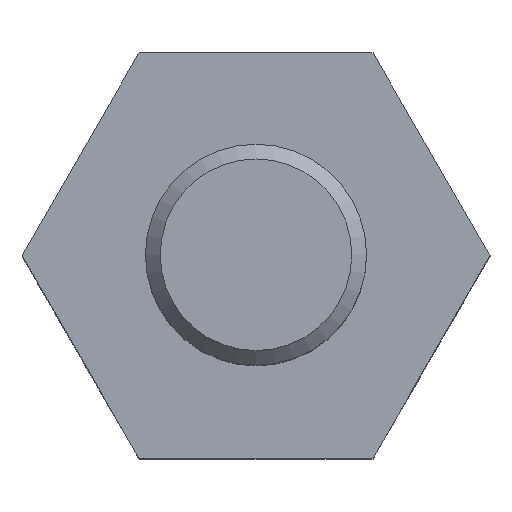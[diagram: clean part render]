
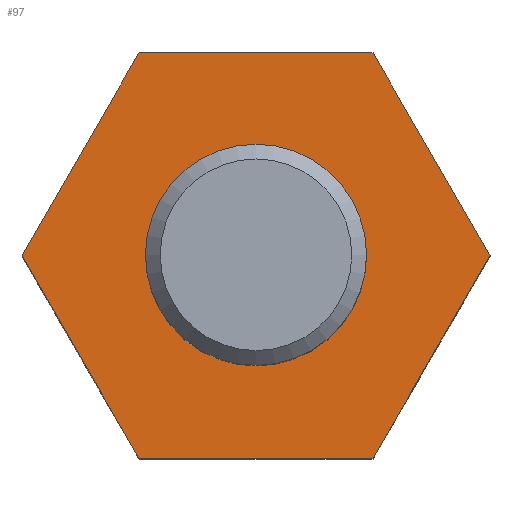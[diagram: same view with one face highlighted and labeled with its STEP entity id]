
A CAD part, top view. The second image highlights one B-rep face of the part: STEP entity #97.
In plain terms, the highlighted planar face has unit normal (0, 0, 1).
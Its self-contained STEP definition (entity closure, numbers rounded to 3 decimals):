
#97 = ADVANCED_FACE( '', ( #199, #200 ), #201, .T. );
#199 = FACE_BOUND( '', #293, .T. );
#200 = FACE_OUTER_BOUND( '', #294, .T. );
#201 = PLANE( '', #295 );
#293 = EDGE_LOOP( '', ( #470 ) );
#294 = EDGE_LOOP( '', ( #471, #472, #473, #474, #475, #476 ) );
#295 = AXIS2_PLACEMENT_3D( '', #477, #478, #479 );
#470 = ORIENTED_EDGE( '', *, *, #542, .T. );
#471 = ORIENTED_EDGE( '', *, *, #500, .T. );
#472 = ORIENTED_EDGE( '', *, *, #495, .T. );
#473 = ORIENTED_EDGE( '', *, *, #539, .T. );
#474 = ORIENTED_EDGE( '', *, *, #483, .T. );
#475 = ORIENTED_EDGE( '', *, *, #527, .T. );
#476 = ORIENTED_EDGE( '', *, *, #489, .T. );
#477 = CARTESIAN_POINT( '', ( 0., 0., 7. ) );
#478 = DIRECTION( '', ( 0., 0., 1. ) );
#479 = DIRECTION( '', ( 1., 0., 0. ) );
#483 = EDGE_CURVE( '', #553, #551, #554, .T. );
#489 = EDGE_CURVE( '', #564, #562, #565, .T. );
#495 = EDGE_CURVE( '', #575, #573, #576, .T. );
#500 = EDGE_CURVE( '', #562, #575, #583, .T. );
#527 = EDGE_CURVE( '', #551, #564, #618, .T. );
#539 = EDGE_CURVE( '', #573, #553, #634, .T. );
#542 = EDGE_CURVE( '', #637, #637, #638, .F. );
#551 = VERTEX_POINT( '', #653 );
#553 = VERTEX_POINT( '', #656 );
#554 = LINE( '', #657, #658 );
#562 = VERTEX_POINT( '', #681 );
#564 = VERTEX_POINT( '', #684 );
#565 = LINE( '', #685, #686 );
#573 = VERTEX_POINT( '', #707 );
#575 = VERTEX_POINT( '', #710 );
#576 = LINE( '', #711, #712 );
#583 = LINE( '', #732, #733 );
#618 = LINE( '', #794, #795 );
#634 = LINE( '', #816, #817 );
#637 = VERTEX_POINT( '', #820 );
#638 = CIRCLE( '', #821, 1.267 );
#653 = CARTESIAN_POINT( '', ( 1.588, -2.75, 7. ) );
#656 = CARTESIAN_POINT( '', ( -1.588, -2.75, 7. ) );
#657 = CARTESIAN_POINT( '', ( -1.588, -2.75, 7. ) );
#658 = VECTOR( '', #826, 1000. );
#681 = CARTESIAN_POINT( '', ( 1.588, 2.75, 7. ) );
#684 = CARTESIAN_POINT( '', ( 3.175, 0., 7. ) );
#685 = CARTESIAN_POINT( '', ( 3.175, 0., 7. ) );
#686 = VECTOR( '', #829, 1000. );
#707 = CARTESIAN_POINT( '', ( -3.175, 0., 7. ) );
#710 = CARTESIAN_POINT( '', ( -1.588, 2.75, 7. ) );
#711 = CARTESIAN_POINT( '', ( -1.588, 2.75, 7. ) );
#712 = VECTOR( '', #832, 1000. );
#732 = CARTESIAN_POINT( '', ( 1.588, 2.75, 7. ) );
#733 = VECTOR( '', #834, 1000. );
#794 = CARTESIAN_POINT( '', ( 1.588, -2.75, 7. ) );
#795 = VECTOR( '', #871, 1000. );
#816 = CARTESIAN_POINT( '', ( -3.175, 0., 7. ) );
#817 = VECTOR( '', #884, 1000. );
#820 = CARTESIAN_POINT( '', ( 1.267, 0., 7. ) );
#821 = AXIS2_PLACEMENT_3D( '', #885, #886, #887 );
#826 = DIRECTION( '', ( 1., 0., 0. ) );
#829 = DIRECTION( '', ( -0.5, 0.866, 0. ) );
#832 = DIRECTION( '', ( -0.5, -0.866, 0. ) );
#834 = DIRECTION( '', ( -1., 0., 0. ) );
#871 = DIRECTION( '', ( 0.5, 0.866, 0. ) );
#884 = DIRECTION( '', ( 0.5, -0.866, 0. ) );
#885 = CARTESIAN_POINT( '', ( 0., 0., 7. ) );
#886 = DIRECTION( '', ( 0., 0., 1. ) );
#887 = DIRECTION( '', ( 1., 0., 0. ) );
